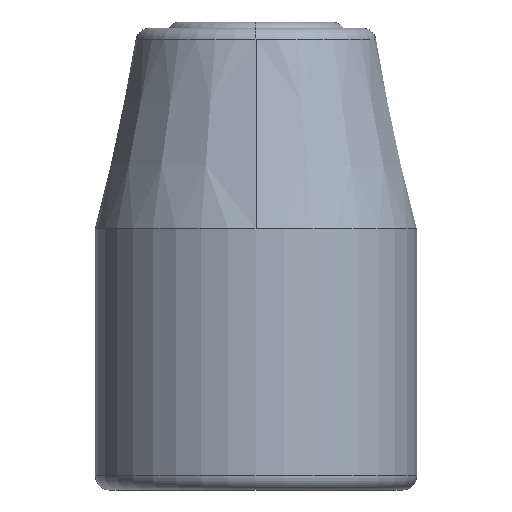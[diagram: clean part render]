
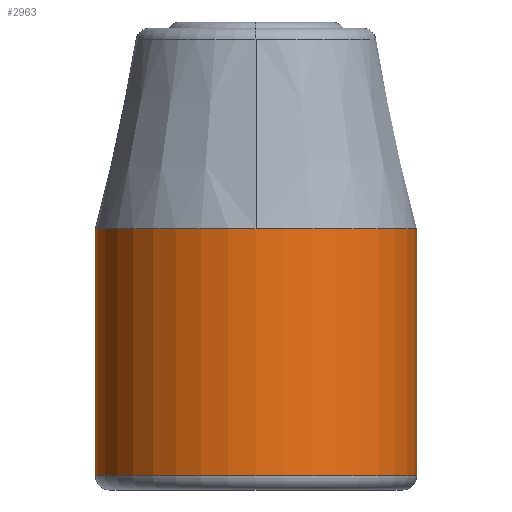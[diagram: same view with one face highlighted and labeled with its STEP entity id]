
A CAD part, front view. The second image highlights one B-rep face of the part: STEP entity #2963.
In plain terms, the highlighted cylindrical face has radius 8 mm (diameter 16 mm), a partial arc.
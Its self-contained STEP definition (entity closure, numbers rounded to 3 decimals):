
#2495=CARTESIAN_POINT('',(0.,0.,12.7));
#2496=DIRECTION('',(0.,0.,1.));
#2497=DIRECTION('',(1.,0.,0.));
#2498=AXIS2_PLACEMENT_3D('',#2495,#2496,#2497);
#2503=CARTESIAN_POINT('',(0.,0.,12.7));
#2504=DIRECTION('',(0.,0.,1.));
#2505=DIRECTION('',(0.,1.,0.));
#2506=AXIS2_PLACEMENT_3D('',#2503,#2504,#2505);
#2511=CARTESIAN_POINT('',(0.,0.,0.4));
#2512=DIRECTION('',(0.,0.,-1.));
#2513=DIRECTION('',(-1.,0.,0.));
#2514=AXIS2_PLACEMENT_3D('',#2511,#2512,#2513);
#2519=DIRECTION('',(0.,0.,1.));
#2520=VECTOR('',#2519,12.3);
#2521=CARTESIAN_POINT('',(8.,0.,0.4));
#2522=LINE('',#2521,#2520);
#2580=DIRECTION('',(0.,0.,1.));
#2581=VECTOR('',#2580,12.3);
#2582=CARTESIAN_POINT('',(-8.,0.,0.4));
#2583=LINE('',#2582,#2581);
#2651=CARTESIAN_POINT('',(-8.,0.,0.4));
#2652=CARTESIAN_POINT('',(8.,0.,0.4));
#2653=VERTEX_POINT('',#2651);
#2654=VERTEX_POINT('',#2652);
#2659=CARTESIAN_POINT('',(8.,0.,12.7));
#2660=CARTESIAN_POINT('',(0.,8.,12.7));
#2661=VERTEX_POINT('',#2659);
#2662=VERTEX_POINT('',#2660);
#2663=CARTESIAN_POINT('',(-8.,0.,12.7));
#2664=VERTEX_POINT('',#2663);
#2948=CARTESIAN_POINT('',(0.,0.,-0.3));
#2949=DIRECTION('',(0.,0.,1.));
#2950=DIRECTION('',(1.,0.,0.));
#2951=AXIS2_PLACEMENT_3D('',#2948,#2949,#2950);
#2952=CYLINDRICAL_SURFACE('',#2951,8.);
#2953=ORIENTED_EDGE('',*,*,#2940,.T.);
#2954=ORIENTED_EDGE('',*,*,#2926,.T.);
#2956=ORIENTED_EDGE('',*,*,#2955,.F.);
#2958=ORIENTED_EDGE('',*,*,#2957,.T.);
#2960=ORIENTED_EDGE('',*,*,#2959,.T.);
#2961=EDGE_LOOP('',(#2953,#2954,#2956,#2958,#2960));
#2962=FACE_OUTER_BOUND('',#2961,.F.);
#2963=ADVANCED_FACE('',(#2962),#2952,.T.);
#2499=CIRCLE('',#2498,8.);
#2507=CIRCLE('',#2506,8.);
#2515=CIRCLE('',#2514,8.);
#2926=EDGE_CURVE('',#2662,#2664,#2507,.T.);
#2940=EDGE_CURVE('',#2661,#2662,#2499,.T.);
#2955=EDGE_CURVE('',#2653,#2664,#2583,.T.);
#2957=EDGE_CURVE('',#2653,#2654,#2515,.T.);
#2959=EDGE_CURVE('',#2654,#2661,#2522,.T.);
